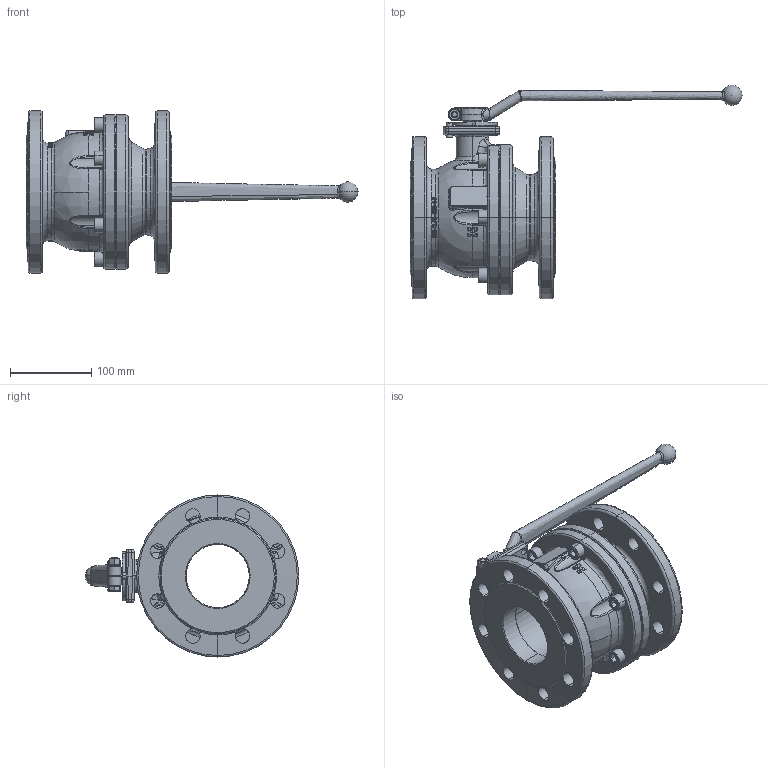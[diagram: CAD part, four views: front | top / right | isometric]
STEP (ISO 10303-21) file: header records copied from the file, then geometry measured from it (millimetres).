
FILE_DESCRIPTION (( 'STEP AP214' ), '1' );
FILE_NAME ('KPN_DN80_PN16(40)_50478.STEP', '2017-01-11T10:51:00', ( '' ), ( '' ), 'SwSTEP 2.0', 'SolidWorks 2017', '' );
FILE_SCHEMA (( 'AUTOMOTIVE_DESIGN' ));
Length unit declared in the file: millimetre
Products named in the file (1): KPN_DN80_PN16(40)_50478
Bounding box: 409.5 x 263.4 x 200 mm (x, y, z)
Volume: 2807263.5 mm3; surface area: 331814.8 mm2
Topology: 16 solids, 21 shells, 1316 faces, 3350 edges, 2087 vertices
Faces by surface type: plane 404, cylinder 331, bspline 287, torus 136, cone 133, sphere 25
Entity records: 77489 total; most frequent: CARTESIAN_POINT 33438, ORIENTED_EDGE 6646, DIRECTION 5452, EDGE_CURVE 3323, AXIS2_PLACEMENT_3D 2122, VERTEX_POINT 2084, EDGE_LOOP 1421, UNCERTAINTY_MEASURE_WITH_UNIT 1328
